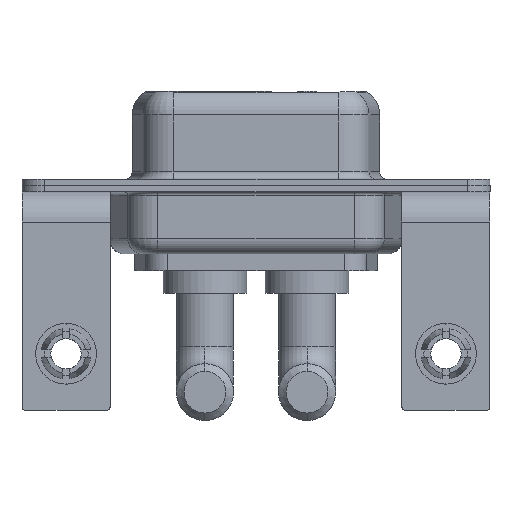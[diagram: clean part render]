
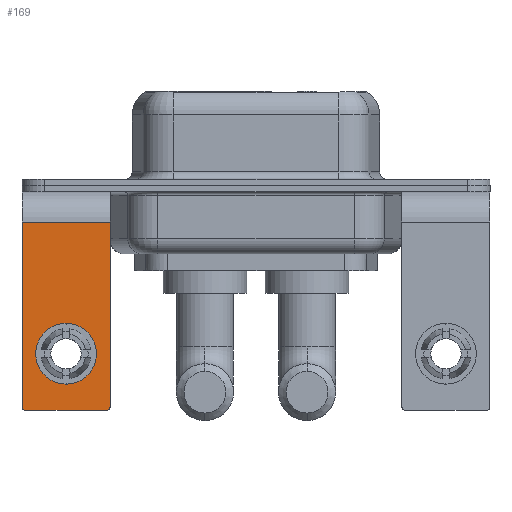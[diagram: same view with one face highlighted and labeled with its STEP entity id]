
A CAD part, front view. The second image highlights one B-rep face of the part: STEP entity #169.
In plain terms, the highlighted planar face has unit normal (0, -1, 0).
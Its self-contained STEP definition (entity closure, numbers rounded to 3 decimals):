
#169 = ADVANCED_FACE ( 'NONE', ( #14117, #9440 ), #2202, .F. ) ;
#175 = EDGE_CURVE ( 'NONE', #705, #12330, #11070, .T. ) ;
#297 = DIRECTION ( 'NONE',  ( 0., 0., -1. ) ) ;
#705 = VERTEX_POINT ( 'NONE', #5772 ) ;
#757 = VERTEX_POINT ( 'NONE', #9346 ) ;
#825 = DIRECTION ( 'NONE',  ( -1., 0., 0. ) ) ;
#974 = ORIENTED_EDGE ( 'NONE', *, *, #175, .T. ) ;
#1304 = CARTESIAN_POINT ( 'NONE',  ( 2.9, -6.25, -2.4 ) ) ;
#1736 = AXIS2_PLACEMENT_3D ( 'NONE', #6558, #11410, #10210 ) ;
#1800 = VERTEX_POINT ( 'NONE', #13941 ) ;
#2122 = CARTESIAN_POINT ( 'NONE',  ( 2.9, -6.25, -14.55 ) ) ;
#2176 = VECTOR ( 'NONE', #13436, 1000. ) ;
#2191 = AXIS2_PLACEMENT_3D ( 'NONE', #13228, #7112, #4429 ) ;
#2202 = PLANE ( 'NONE',  #2191 ) ;
#3246 = DIRECTION ( 'NONE',  ( 0., -1., 0. ) ) ;
#3395 = DIRECTION ( 'NONE',  ( 0., 0., 1. ) ) ;
#3604 = EDGE_CURVE ( 'NONE', #6795, #8017, #9614, .T. ) ;
#3809 = EDGE_CURVE ( 'NONE', #757, #1800, #4778, .T. ) ;
#3871 = CARTESIAN_POINT ( 'NONE',  ( 2.9, -6.25, -2.4 ) ) ;
#4167 = ORIENTED_EDGE ( 'NONE', *, *, #11665, .F. ) ;
#4215 = AXIS2_PLACEMENT_3D ( 'NONE', #11974, #3246, #3395 ) ;
#4349 = ORIENTED_EDGE ( 'NONE', *, *, #3809, .T. ) ;
#4429 = DIRECTION ( 'NONE',  ( 0., 0., 1. ) ) ;
#4689 = ORIENTED_EDGE ( 'NONE', *, *, #3604, .T. ) ;
#4778 = CIRCLE ( 'NONE', #6815, 2. ) ;
#4956 = DIRECTION ( 'NONE',  ( 0., 1., 0. ) ) ;
#5473 = EDGE_CURVE ( 'NONE', #1800, #757, #9428, .T. ) ;
#5532 = ORIENTED_EDGE ( 'NONE', *, *, #12160, .F. ) ;
#5681 = DIRECTION ( 'NONE',  ( 0., 1., 0. ) ) ;
#5772 = CARTESIAN_POINT ( 'NONE',  ( 2.65, -6.25, -14.8 ) ) ;
#5840 = LINE ( 'NONE', #9494, #13252 ) ;
#6230 = EDGE_CURVE ( 'NONE', #12009, #6795, #6283, .T. ) ;
#6283 = LINE ( 'NONE', #11125, #9943 ) ;
#6335 = LINE ( 'NONE', #3871, #7490 ) ;
#6558 = CARTESIAN_POINT ( 'NONE',  ( -2.65, -6.25, -14.55 ) ) ;
#6640 = ORIENTED_EDGE ( 'NONE', *, *, #7033, .T. ) ;
#6795 = VERTEX_POINT ( 'NONE', #14812 ) ;
#6815 = AXIS2_PLACEMENT_3D ( 'NONE', #9650, #4956, #7258 ) ;
#7017 = CARTESIAN_POINT ( 'NONE',  ( 0., -6.25, -11.07 ) ) ;
#7033 = EDGE_CURVE ( 'NONE', #14714, #12009, #5840, .T. ) ;
#7112 = DIRECTION ( 'NONE',  ( 0., 1., 0. ) ) ;
#7258 = DIRECTION ( 'NONE',  ( 0., 0., 1. ) ) ;
#7286 = CARTESIAN_POINT ( 'NONE',  ( -2.9, -6.25, -2.4 ) ) ;
#7490 = VECTOR ( 'NONE', #11254, 1000. ) ;
#8017 = VERTEX_POINT ( 'NONE', #14054 ) ;
#8237 = EDGE_LOOP ( 'NONE', ( #12514, #4689, #4167, #974, #5532, #6640 ) ) ;
#8603 = CARTESIAN_POINT ( 'NONE',  ( 2.9, -6.25, -14.8 ) ) ;
#9244 = DIRECTION ( 'NONE',  ( 0., 0., 1. ) ) ;
#9346 = CARTESIAN_POINT ( 'NONE',  ( 0., -6.25, -13.07 ) ) ;
#9428 = CIRCLE ( 'NONE', #14985, 2. ) ;
#9440 = FACE_OUTER_BOUND ( 'NONE', #8237, .T. ) ;
#9494 = CARTESIAN_POINT ( 'NONE',  ( 2.9, -6.25, -2.4 ) ) ;
#9614 = CIRCLE ( 'NONE', #1736, 0.25 ) ;
#9650 = CARTESIAN_POINT ( 'NONE',  ( 0., -6.25, -11.07 ) ) ;
#9793 = LINE ( 'NONE', #8603, #2176 ) ;
#9943 = VECTOR ( 'NONE', #297, 1000. ) ;
#10210 = DIRECTION ( 'NONE',  ( 0., 0., 1. ) ) ;
#11070 = CIRCLE ( 'NONE', #4215, 0.25 ) ;
#11125 = CARTESIAN_POINT ( 'NONE',  ( -2.9, -6.25, -2.4 ) ) ;
#11254 = DIRECTION ( 'NONE',  ( 0., 0., -1. ) ) ;
#11410 = DIRECTION ( 'NONE',  ( 0., -1., 0. ) ) ;
#11665 = EDGE_CURVE ( 'NONE', #705, #8017, #9793, .T. ) ;
#11974 = CARTESIAN_POINT ( 'NONE',  ( 2.65, -6.25, -14.55 ) ) ;
#12009 = VERTEX_POINT ( 'NONE', #7286 ) ;
#12160 = EDGE_CURVE ( 'NONE', #14714, #12330, #6335, .T. ) ;
#12330 = VERTEX_POINT ( 'NONE', #2122 ) ;
#12514 = ORIENTED_EDGE ( 'NONE', *, *, #6230, .T. ) ;
#13182 = ORIENTED_EDGE ( 'NONE', *, *, #5473, .T. ) ;
#13228 = CARTESIAN_POINT ( 'NONE',  ( 2.9, -6.25, -2.4 ) ) ;
#13252 = VECTOR ( 'NONE', #825, 1000. ) ;
#13436 = DIRECTION ( 'NONE',  ( -1., 0., 0. ) ) ;
#13941 = CARTESIAN_POINT ( 'NONE',  ( 0., -6.25, -9.07 ) ) ;
#14054 = CARTESIAN_POINT ( 'NONE',  ( -2.65, -6.25, -14.8 ) ) ;
#14117 = FACE_BOUND ( 'NONE', #14479, .T. ) ;
#14479 = EDGE_LOOP ( 'NONE', ( #4349, #13182 ) ) ;
#14714 = VERTEX_POINT ( 'NONE', #1304 ) ;
#14812 = CARTESIAN_POINT ( 'NONE',  ( -2.9, -6.25, -14.55 ) ) ;
#14985 = AXIS2_PLACEMENT_3D ( 'NONE', #7017, #5681, #9244 ) ;
